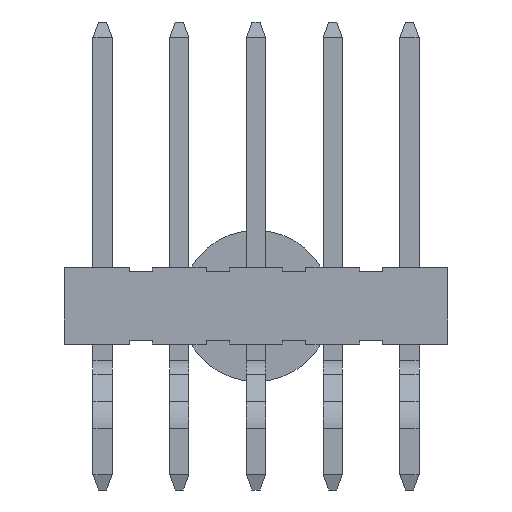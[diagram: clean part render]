
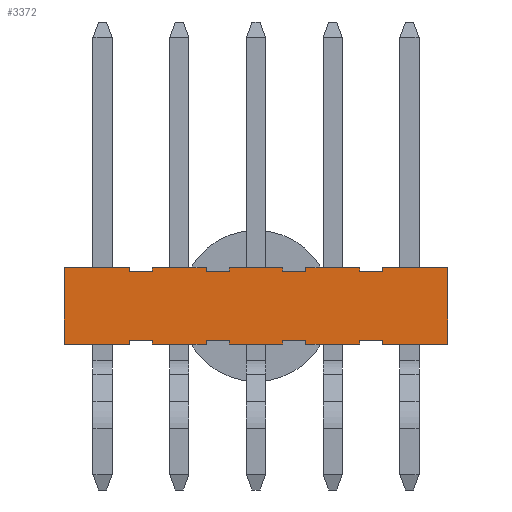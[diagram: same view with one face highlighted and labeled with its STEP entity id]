
A CAD part, front view. The second image highlights one B-rep face of the part: STEP entity #3372.
In plain terms, the highlighted planar face has unit normal (0, -1, 0).
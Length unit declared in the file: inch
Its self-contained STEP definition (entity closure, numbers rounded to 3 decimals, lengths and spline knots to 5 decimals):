
#721=ORIENTED_EDGE('',*,*,#1367,.F.);
#722=ORIENTED_EDGE('',*,*,#1368,.F.);
#723=ORIENTED_EDGE('',*,*,#1369,.F.);
#724=ORIENTED_EDGE('',*,*,#1370,.F.);
#725=ORIENTED_EDGE('',*,*,#1371,.F.);
#726=ORIENTED_EDGE('',*,*,#1372,.F.);
#727=ORIENTED_EDGE('',*,*,#1373,.F.);
#728=ORIENTED_EDGE('',*,*,#1374,.F.);
#729=ORIENTED_EDGE('',*,*,#1375,.F.);
#730=ORIENTED_EDGE('',*,*,#1376,.F.);
#731=ORIENTED_EDGE('',*,*,#1377,.F.);
#732=ORIENTED_EDGE('',*,*,#1378,.F.);
#733=ORIENTED_EDGE('',*,*,#1379,.F.);
#734=ORIENTED_EDGE('',*,*,#1380,.F.);
#735=ORIENTED_EDGE('',*,*,#1381,.F.);
#736=ORIENTED_EDGE('',*,*,#1382,.F.);
#737=ORIENTED_EDGE('',*,*,#1383,.T.);
#738=ORIENTED_EDGE('',*,*,#1384,.T.);
#739=ORIENTED_EDGE('',*,*,#1385,.F.);
#740=ORIENTED_EDGE('',*,*,#1386,.F.);
#741=ORIENTED_EDGE('',*,*,#1387,.F.);
#742=ORIENTED_EDGE('',*,*,#1388,.T.);
#743=ORIENTED_EDGE('',*,*,#1389,.F.);
#744=ORIENTED_EDGE('',*,*,#1390,.F.);
#745=ORIENTED_EDGE('',*,*,#1391,.F.);
#746=ORIENTED_EDGE('',*,*,#1392,.T.);
#747=ORIENTED_EDGE('',*,*,#1393,.F.);
#748=ORIENTED_EDGE('',*,*,#1394,.F.);
#749=ORIENTED_EDGE('',*,*,#1395,.F.);
#750=ORIENTED_EDGE('',*,*,#1396,.T.);
#751=ORIENTED_EDGE('',*,*,#1397,.F.);
#752=ORIENTED_EDGE('',*,*,#1398,.F.);
#753=ORIENTED_EDGE('',*,*,#1399,.F.);
#754=ORIENTED_EDGE('',*,*,#1400,.T.);
#755=ORIENTED_EDGE('',*,*,#1401,.F.);
#756=ORIENTED_EDGE('',*,*,#1402,.F.);
#1367=EDGE_CURVE('',#1729,#1730,#2109,.T.);
#1368=EDGE_CURVE('',#1731,#1729,#2110,.T.);
#1369=EDGE_CURVE('',#1732,#1731,#2111,.T.);
#1370=EDGE_CURVE('',#1733,#1732,#2112,.T.);
#1371=EDGE_CURVE('',#1734,#1733,#2113,.T.);
#1372=EDGE_CURVE('',#1735,#1734,#2114,.T.);
#1373=EDGE_CURVE('',#1736,#1735,#2115,.T.);
#1374=EDGE_CURVE('',#1737,#1736,#2116,.T.);
#1375=EDGE_CURVE('',#1738,#1737,#2117,.T.);
#1376=EDGE_CURVE('',#1739,#1738,#2118,.T.);
#1377=EDGE_CURVE('',#1740,#1739,#2119,.T.);
#1378=EDGE_CURVE('',#1741,#1740,#2120,.T.);
#1379=EDGE_CURVE('',#1742,#1741,#2121,.T.);
#1380=EDGE_CURVE('',#1743,#1742,#2122,.T.);
#1381=EDGE_CURVE('',#1744,#1743,#2123,.T.);
#1382=EDGE_CURVE('',#1745,#1744,#2124,.T.);
#1383=EDGE_CURVE('',#1745,#1746,#2125,.T.);
#1384=EDGE_CURVE('',#1746,#1747,#2126,.T.);
#1385=EDGE_CURVE('',#1748,#1747,#2127,.T.);
#1386=EDGE_CURVE('',#1749,#1748,#2128,.T.);
#1387=EDGE_CURVE('',#1750,#1749,#2129,.T.);
#1388=EDGE_CURVE('',#1750,#1751,#2130,.T.);
#1389=EDGE_CURVE('',#1752,#1751,#2131,.T.);
#1390=EDGE_CURVE('',#1753,#1752,#2132,.T.);
#1391=EDGE_CURVE('',#1754,#1753,#2133,.T.);
#1392=EDGE_CURVE('',#1754,#1755,#2134,.T.);
#1393=EDGE_CURVE('',#1756,#1755,#2135,.T.);
#1394=EDGE_CURVE('',#1757,#1756,#2136,.T.);
#1395=EDGE_CURVE('',#1758,#1757,#2137,.T.);
#1396=EDGE_CURVE('',#1758,#1759,#2138,.T.);
#1397=EDGE_CURVE('',#1760,#1759,#2139,.T.);
#1398=EDGE_CURVE('',#1761,#1760,#2140,.T.);
#1399=EDGE_CURVE('',#1762,#1761,#2141,.T.);
#1400=EDGE_CURVE('',#1762,#1763,#2142,.T.);
#1401=EDGE_CURVE('',#1764,#1763,#2143,.T.);
#1402=EDGE_CURVE('',#1730,#1764,#2144,.T.);
#1729=VERTEX_POINT('',#5207);
#1730=VERTEX_POINT('',#5208);
#1731=VERTEX_POINT('',#5210);
#1732=VERTEX_POINT('',#5212);
#1733=VERTEX_POINT('',#5214);
#1734=VERTEX_POINT('',#5216);
#1735=VERTEX_POINT('',#5218);
#1736=VERTEX_POINT('',#5220);
#1737=VERTEX_POINT('',#5222);
#1738=VERTEX_POINT('',#5224);
#1739=VERTEX_POINT('',#5226);
#1740=VERTEX_POINT('',#5228);
#1741=VERTEX_POINT('',#5230);
#1742=VERTEX_POINT('',#5232);
#1743=VERTEX_POINT('',#5234);
#1744=VERTEX_POINT('',#5236);
#1745=VERTEX_POINT('',#5238);
#1746=VERTEX_POINT('',#5240);
#1747=VERTEX_POINT('',#5242);
#1748=VERTEX_POINT('',#5244);
#1749=VERTEX_POINT('',#5246);
#1750=VERTEX_POINT('',#5248);
#1751=VERTEX_POINT('',#5250);
#1752=VERTEX_POINT('',#5252);
#1753=VERTEX_POINT('',#5254);
#1754=VERTEX_POINT('',#5256);
#1755=VERTEX_POINT('',#5258);
#1756=VERTEX_POINT('',#5260);
#1757=VERTEX_POINT('',#5262);
#1758=VERTEX_POINT('',#5264);
#1759=VERTEX_POINT('',#5266);
#1760=VERTEX_POINT('',#5268);
#1761=VERTEX_POINT('',#5270);
#1762=VERTEX_POINT('',#5272);
#1763=VERTEX_POINT('',#5274);
#1764=VERTEX_POINT('',#5276);
#2109=LINE('',#5206,#2545);
#2110=LINE('',#5209,#2546);
#2111=LINE('',#5211,#2547);
#2112=LINE('',#5213,#2548);
#2113=LINE('',#5215,#2549);
#2114=LINE('',#5217,#2550);
#2115=LINE('',#5219,#2551);
#2116=LINE('',#5221,#2552);
#2117=LINE('',#5223,#2553);
#2118=LINE('',#5225,#2554);
#2119=LINE('',#5227,#2555);
#2120=LINE('',#5229,#2556);
#2121=LINE('',#5231,#2557);
#2122=LINE('',#5233,#2558);
#2123=LINE('',#5235,#2559);
#2124=LINE('',#5237,#2560);
#2125=LINE('',#5239,#2561);
#2126=LINE('',#5241,#2562);
#2127=LINE('',#5243,#2563);
#2128=LINE('',#5245,#2564);
#2129=LINE('',#5247,#2565);
#2130=LINE('',#5249,#2566);
#2131=LINE('',#5251,#2567);
#2132=LINE('',#5253,#2568);
#2133=LINE('',#5255,#2569);
#2134=LINE('',#5257,#2570);
#2135=LINE('',#5259,#2571);
#2136=LINE('',#5261,#2572);
#2137=LINE('',#5263,#2573);
#2138=LINE('',#5265,#2574);
#2139=LINE('',#5267,#2575);
#2140=LINE('',#5269,#2576);
#2141=LINE('',#5271,#2577);
#2142=LINE('',#5273,#2578);
#2143=LINE('',#5275,#2579);
#2144=LINE('',#5277,#2580);
#2545=VECTOR('',#4293,39.37008);
#2546=VECTOR('',#4294,39.37008);
#2547=VECTOR('',#4295,39.37008);
#2548=VECTOR('',#4296,39.37008);
#2549=VECTOR('',#4297,39.37008);
#2550=VECTOR('',#4298,39.37008);
#2551=VECTOR('',#4299,39.37008);
#2552=VECTOR('',#4300,39.37008);
#2553=VECTOR('',#4301,39.37008);
#2554=VECTOR('',#4302,39.37008);
#2555=VECTOR('',#4303,39.37008);
#2556=VECTOR('',#4304,39.37008);
#2557=VECTOR('',#4305,39.37008);
#2558=VECTOR('',#4306,39.37008);
#2559=VECTOR('',#4307,39.37008);
#2560=VECTOR('',#4308,39.37008);
#2561=VECTOR('',#4309,39.37008);
#2562=VECTOR('',#4310,39.37008);
#2563=VECTOR('',#4311,39.37008);
#2564=VECTOR('',#4312,39.37008);
#2565=VECTOR('',#4313,39.37008);
#2566=VECTOR('',#4314,39.37008);
#2567=VECTOR('',#4315,39.37008);
#2568=VECTOR('',#4316,39.37008);
#2569=VECTOR('',#4317,39.37008);
#2570=VECTOR('',#4318,39.37008);
#2571=VECTOR('',#4319,39.37008);
#2572=VECTOR('',#4320,39.37008);
#2573=VECTOR('',#4321,39.37008);
#2574=VECTOR('',#4322,39.37008);
#2575=VECTOR('',#4323,39.37008);
#2576=VECTOR('',#4324,39.37008);
#2577=VECTOR('',#4325,39.37008);
#2578=VECTOR('',#4326,39.37008);
#2579=VECTOR('',#4327,39.37008);
#2580=VECTOR('',#4328,39.37008);
#2835=EDGE_LOOP('',(#721,#722,#723,#724,#725,#726,#727,#728,#729,#730,#731,
#732,#733,#734,#735,#736,#737,#738,#739,#740,#741,#742,#743,#744,#745,#746,
#747,#748,#749,#750,#751,#752,#753,#754,#755,#756));
#3025=FACE_BOUND('',#2835,.T.);
#3193=PLANE('',#3632);
#3372=ADVANCED_FACE('',(#3025),#3193,.F.);
#3632=AXIS2_PLACEMENT_3D('',#5205,#4291,#4292);
#4291=DIRECTION('',(0.,1.,0.));
#4292=DIRECTION('',(0.,0.,1.));
#4293=DIRECTION('',(0.,0.,1.));
#4294=DIRECTION('',(1.,0.,0.));
#4295=DIRECTION('',(0.,0.,-1.));
#4296=DIRECTION('',(1.,0.,0.));
#4297=DIRECTION('',(0.,0.,1.));
#4298=DIRECTION('',(1.,0.,0.));
#4299=DIRECTION('',(0.,0.,-1.));
#4300=DIRECTION('',(1.,0.,0.));
#4301=DIRECTION('',(0.,0.,1.));
#4302=DIRECTION('',(1.,0.,0.));
#4303=DIRECTION('',(0.,0.,-1.));
#4304=DIRECTION('',(1.,0.,0.));
#4305=DIRECTION('',(0.,0.,1.));
#4306=DIRECTION('',(1.,0.,0.));
#4307=DIRECTION('',(0.,0.,-1.));
#4308=DIRECTION('',(1.,0.,0.));
#4309=DIRECTION('',(0.,0.,-1.));
#4310=DIRECTION('',(1.,0.,0.));
#4311=DIRECTION('',(0.,0.,-1.));
#4312=DIRECTION('',(-1.,0.,0.));
#4313=DIRECTION('',(0.,0.,1.));
#4314=DIRECTION('',(1.,0.,0.));
#4315=DIRECTION('',(0.,0.,-1.));
#4316=DIRECTION('',(-1.,0.,0.));
#4317=DIRECTION('',(0.,0.,1.));
#4318=DIRECTION('',(1.,0.,0.));
#4319=DIRECTION('',(0.,0.,-1.));
#4320=DIRECTION('',(-1.,0.,0.));
#4321=DIRECTION('',(0.,0.,1.));
#4322=DIRECTION('',(1.,0.,0.));
#4323=DIRECTION('',(0.,0.,-1.));
#4324=DIRECTION('',(-1.,0.,0.));
#4325=DIRECTION('',(0.,0.,1.));
#4326=DIRECTION('',(1.,0.,0.));
#4327=DIRECTION('',(0.,0.,-1.));
#4328=DIRECTION('',(1.,0.,0.));
#5205=CARTESIAN_POINT('',(-0.25,-0.06,0.05));
#5206=CARTESIAN_POINT('',(0.165,-0.06,0.05));
#5207=CARTESIAN_POINT('',(0.165,-0.06,0.045));
#5208=CARTESIAN_POINT('',(0.165,-0.06,0.05));
#5209=CARTESIAN_POINT('',(-0.25,-0.06,0.045));
#5210=CARTESIAN_POINT('',(0.135,-0.06,0.045));
#5211=CARTESIAN_POINT('',(0.135,-0.06,0.05));
#5212=CARTESIAN_POINT('',(0.135,-0.06,0.05));
#5213=CARTESIAN_POINT('',(-0.25,-0.06,0.05));
#5214=CARTESIAN_POINT('',(0.065,-0.06,0.05));
#5215=CARTESIAN_POINT('',(0.065,-0.06,0.05));
#5216=CARTESIAN_POINT('',(0.065,-0.06,0.045));
#5217=CARTESIAN_POINT('',(-0.25,-0.06,0.045));
#5218=CARTESIAN_POINT('',(0.035,-0.06,0.045));
#5219=CARTESIAN_POINT('',(0.035,-0.06,0.05));
#5220=CARTESIAN_POINT('',(0.035,-0.06,0.05));
#5221=CARTESIAN_POINT('',(-0.25,-0.06,0.05));
#5222=CARTESIAN_POINT('',(-0.035,-0.06,0.05));
#5223=CARTESIAN_POINT('',(-0.035,-0.06,0.05));
#5224=CARTESIAN_POINT('',(-0.035,-0.06,0.045));
#5225=CARTESIAN_POINT('',(-0.25,-0.06,0.045));
#5226=CARTESIAN_POINT('',(-0.065,-0.06,0.045));
#5227=CARTESIAN_POINT('',(-0.065,-0.06,0.05));
#5228=CARTESIAN_POINT('',(-0.065,-0.06,0.05));
#5229=CARTESIAN_POINT('',(-0.25,-0.06,0.05));
#5230=CARTESIAN_POINT('',(-0.135,-0.06,0.05));
#5231=CARTESIAN_POINT('',(-0.135,-0.06,0.05));
#5232=CARTESIAN_POINT('',(-0.135,-0.06,0.045));
#5233=CARTESIAN_POINT('',(-0.25,-0.06,0.045));
#5234=CARTESIAN_POINT('',(-0.165,-0.06,0.045));
#5235=CARTESIAN_POINT('',(-0.165,-0.06,0.05));
#5236=CARTESIAN_POINT('',(-0.165,-0.06,0.05));
#5237=CARTESIAN_POINT('',(-0.25,-0.06,0.05));
#5238=CARTESIAN_POINT('',(-0.25,-0.06,0.05));
#5239=CARTESIAN_POINT('',(-0.25,-0.06,0.05));
#5240=CARTESIAN_POINT('',(-0.25,-0.06,-0.05));
#5241=CARTESIAN_POINT('',(-0.25,-0.06,-0.05));
#5242=CARTESIAN_POINT('',(-0.165,-0.06,-0.05));
#5243=CARTESIAN_POINT('',(-0.165,-0.06,0.05));
#5244=CARTESIAN_POINT('',(-0.165,-0.06,-0.045));
#5245=CARTESIAN_POINT('',(-0.25,-0.06,-0.045));
#5246=CARTESIAN_POINT('',(-0.135,-0.06,-0.045));
#5247=CARTESIAN_POINT('',(-0.135,-0.06,0.05));
#5248=CARTESIAN_POINT('',(-0.135,-0.06,-0.05));
#5249=CARTESIAN_POINT('',(-0.25,-0.06,-0.05));
#5250=CARTESIAN_POINT('',(-0.065,-0.06,-0.05));
#5251=CARTESIAN_POINT('',(-0.065,-0.06,0.05));
#5252=CARTESIAN_POINT('',(-0.065,-0.06,-0.045));
#5253=CARTESIAN_POINT('',(-0.25,-0.06,-0.045));
#5254=CARTESIAN_POINT('',(-0.035,-0.06,-0.045));
#5255=CARTESIAN_POINT('',(-0.035,-0.06,0.05));
#5256=CARTESIAN_POINT('',(-0.035,-0.06,-0.05));
#5257=CARTESIAN_POINT('',(-0.25,-0.06,-0.05));
#5258=CARTESIAN_POINT('',(0.035,-0.06,-0.05));
#5259=CARTESIAN_POINT('',(0.035,-0.06,0.05));
#5260=CARTESIAN_POINT('',(0.035,-0.06,-0.045));
#5261=CARTESIAN_POINT('',(-0.25,-0.06,-0.045));
#5262=CARTESIAN_POINT('',(0.065,-0.06,-0.045));
#5263=CARTESIAN_POINT('',(0.065,-0.06,0.05));
#5264=CARTESIAN_POINT('',(0.065,-0.06,-0.05));
#5265=CARTESIAN_POINT('',(-0.25,-0.06,-0.05));
#5266=CARTESIAN_POINT('',(0.135,-0.06,-0.05));
#5267=CARTESIAN_POINT('',(0.135,-0.06,0.05));
#5268=CARTESIAN_POINT('',(0.135,-0.06,-0.045));
#5269=CARTESIAN_POINT('',(-0.25,-0.06,-0.045));
#5270=CARTESIAN_POINT('',(0.165,-0.06,-0.045));
#5271=CARTESIAN_POINT('',(0.165,-0.06,0.05));
#5272=CARTESIAN_POINT('',(0.165,-0.06,-0.05));
#5273=CARTESIAN_POINT('',(-0.25,-0.06,-0.05));
#5274=CARTESIAN_POINT('',(0.25,-0.06,-0.05));
#5275=CARTESIAN_POINT('',(0.25,-0.06,0.05));
#5276=CARTESIAN_POINT('',(0.25,-0.06,0.05));
#5277=CARTESIAN_POINT('',(-0.25,-0.06,0.05));
